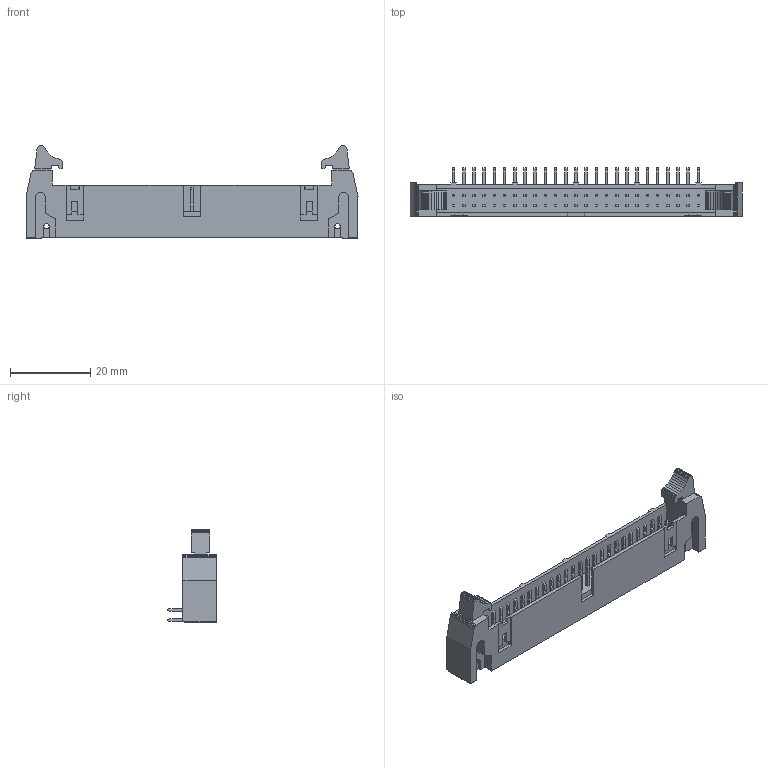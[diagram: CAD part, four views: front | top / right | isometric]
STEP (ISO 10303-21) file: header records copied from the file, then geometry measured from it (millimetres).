
FILE_DESCRIPTION(('STEP AP214'),'1');
FILE_NAME('header_awh50a-0222-t.stp','2015-03-31T16:03:35',('TraceParts'),('TraceParts S.A.'),'XStep 1.0',' ',' ');
FILE_SCHEMA(('automotive_design'));
Length unit declared in the file: millimetre
Products named in the file (1): 1
Bounding box: 82.7 x 12.1 x 23.2 mm (x, y, z)
Volume: 6191.7 mm3; surface area: 6579.9 mm2
Topology: 1 solids, 1 shells, 953 faces, 2640 edges, 1758 vertices
Faces by surface type: plane 943, cylinder 10
Entity records: 59450 total; most frequent: CARTESIAN_POINT 5352, STYLED_ITEM 5351, PRESENTATION_STYLE_ASSIGNMENT 5351, COLOUR_RGB 5351, ORIENTED_EDGE 5280, DIRECTION 4586, EDGE_CURVE 2640, CURVE_STYLE 2640
